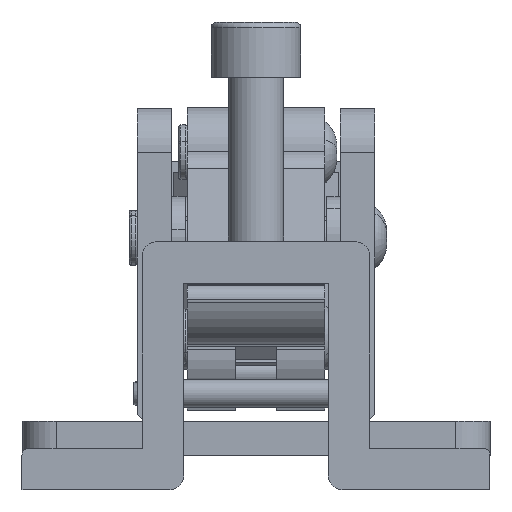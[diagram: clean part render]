
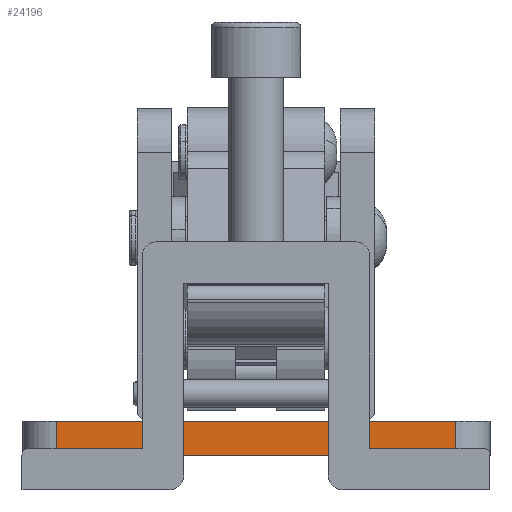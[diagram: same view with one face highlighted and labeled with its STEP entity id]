
A CAD part, left-side view. The second image highlights one B-rep face of the part: STEP entity #24196.
In plain terms, the highlighted planar face has unit normal (-1, 0, 0).
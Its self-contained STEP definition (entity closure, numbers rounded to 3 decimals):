
#25 = DIRECTION ( 'NONE',  ( 1., 0., 0. ) ) ;
#2308 = VECTOR ( 'NONE', #16564, 1000. ) ;
#3047 = VECTOR ( 'NONE', #22470, 1000. ) ;
#4129 = ORIENTED_EDGE ( 'NONE', *, *, #16295, .T. ) ;
#4132 = VECTOR ( 'NONE', #26338, 1000. ) ;
#4246 = CARTESIAN_POINT ( 'NONE',  ( -393.506, 162.932, 0. ) ) ;
#5532 = VERTEX_POINT ( 'NONE', #19185 ) ;
#6817 = CARTESIAN_POINT ( 'NONE',  ( -393.506, 162.932, 5. ) ) ;
#9250 = VERTEX_POINT ( 'NONE', #24670 ) ;
#10634 = LINE ( 'NONE', #6817, #4132 ) ;
#10835 = VERTEX_POINT ( 'NONE', #22009 ) ;
#11094 = LINE ( 'NONE', #27044, #3047 ) ;
#12137 = PLANE ( 'NONE',  #14500 ) ;
#13430 = DIRECTION ( 'NONE',  ( 0., 0., -1. ) ) ;
#14464 = EDGE_LOOP ( 'NONE', ( #4129, #31535, #30574, #21522 ) ) ;
#14500 = AXIS2_PLACEMENT_3D ( 'NONE', #14702, #25, #17162 ) ;
#14702 = CARTESIAN_POINT ( 'NONE',  ( -393.506, 162.932, 5. ) ) ;
#16109 = LINE ( 'NONE', #4246, #2308 ) ;
#16295 = EDGE_CURVE ( 'NONE', #20337, #9250, #16109, .T. ) ;
#16564 = DIRECTION ( 'NONE',  ( 0., -1., 0. ) ) ;
#17001 = EDGE_CURVE ( 'NONE', #10835, #20337, #11094, .T. ) ;
#17162 = DIRECTION ( 'NONE',  ( 0., 0., -1. ) ) ;
#19185 = CARTESIAN_POINT ( 'NONE',  ( -393.506, 162.932, 5. ) ) ;
#20002 = EDGE_CURVE ( 'NONE', #10835, #5532, #10634, .T. ) ;
#20337 = VERTEX_POINT ( 'NONE', #28324 ) ;
#21214 = FACE_OUTER_BOUND ( 'NONE', #14464, .T. ) ;
#21522 = ORIENTED_EDGE ( 'NONE', *, *, #17001, .T. ) ;
#22009 = CARTESIAN_POINT ( 'NONE',  ( -393.506, 220.932, 5. ) ) ;
#22130 = LINE ( 'NONE', #30494, #27790 ) ;
#22470 = DIRECTION ( 'NONE',  ( 0., 0., -1. ) ) ;
#24196 = ADVANCED_FACE ( 'NONE', ( #21214 ), #12137, .F. ) ;
#24670 = CARTESIAN_POINT ( 'NONE',  ( -393.506, 162.932, 0. ) ) ;
#26338 = DIRECTION ( 'NONE',  ( 0., -1., 0. ) ) ;
#27044 = CARTESIAN_POINT ( 'NONE',  ( -393.506, 220.932, 5. ) ) ;
#27790 = VECTOR ( 'NONE', #13430, 1000. ) ;
#28324 = CARTESIAN_POINT ( 'NONE',  ( -393.506, 220.932, 0. ) ) ;
#29676 = EDGE_CURVE ( 'NONE', #5532, #9250, #22130, .T. ) ;
#30494 = CARTESIAN_POINT ( 'NONE',  ( -393.506, 162.932, 5. ) ) ;
#30574 = ORIENTED_EDGE ( 'NONE', *, *, #20002, .F. ) ;
#31535 = ORIENTED_EDGE ( 'NONE', *, *, #29676, .F. ) ;
